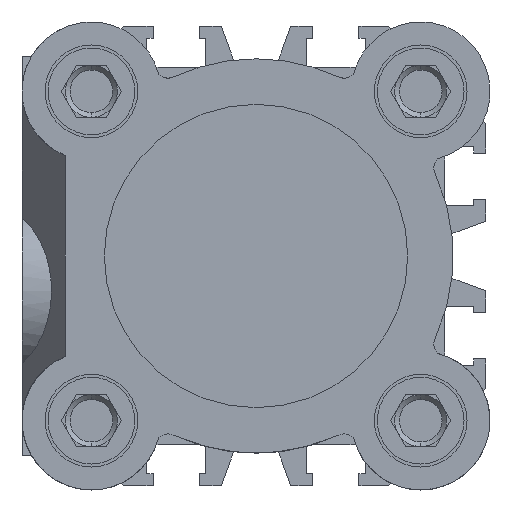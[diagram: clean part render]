
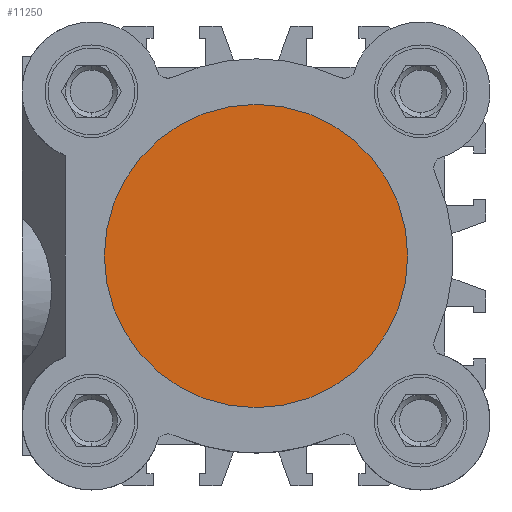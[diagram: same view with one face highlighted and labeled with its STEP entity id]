
A CAD part, left-side view. The second image highlights one B-rep face of the part: STEP entity #11250.
In plain terms, the highlighted face is planar.
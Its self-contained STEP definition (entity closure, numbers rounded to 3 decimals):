
#11234=CARTESIAN_POINT('',(4.,17.5,0.));
#11235=DIRECTION('',(-1.,0.,0.));
#11236=DIRECTION('',(0.,0.,1.));
#11237=AXIS2_PLACEMENT_3D('',#11234,#11235,#11236);
#11238=PLANE('',#11237);
#11239=CARTESIAN_POINT('',(4.,-0.,-17.5));
#11240=VERTEX_POINT('',#11239);
#11241=CARTESIAN_POINT('',(4.,0.,0.));
#11242=DIRECTION('',(1.,0.,0.));
#11243=DIRECTION('',(0.,0.,-1.));
#11244=AXIS2_PLACEMENT_3D('',#11241,#11242,#11243);
#11245=CIRCLE('',#11244,17.5);
#11246=EDGE_CURVE('',#11240,#11240,#11245,.T.);
#11247=ORIENTED_EDGE('',*,*,#11246,.T.);
#11248=EDGE_LOOP('',(#11247));
#11249=FACE_BOUND('',#11248,.T.);
#11250=ADVANCED_FACE('',(#11249),#11238,.F.);
